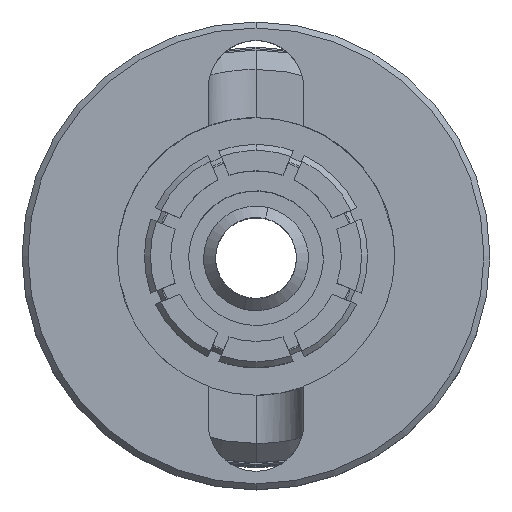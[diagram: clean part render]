
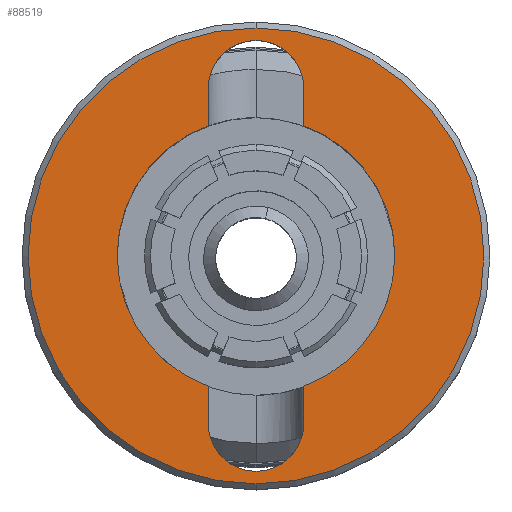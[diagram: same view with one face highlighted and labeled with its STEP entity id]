
A CAD part, top view. The second image highlights one B-rep face of the part: STEP entity #88519.
In plain terms, the highlighted planar face has unit normal (0, 0, 1).
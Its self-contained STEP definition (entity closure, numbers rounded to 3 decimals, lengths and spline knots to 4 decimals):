
#1181 = CARTESIAN_POINT ( 'NONE',  ( 0.8, -2.1777, 20.45 ) ) ;
#2426 = DIRECTION ( 'NONE',  ( 0., 0., -1. ) ) ;
#3286 = EDGE_CURVE ( 'NONE', #61019, #45891, #152253, .T. ) ;
#4130 = ORIENTED_EDGE ( 'NONE', *, *, #160850, .T. ) ;
#4851 = CARTESIAN_POINT ( 'NONE',  ( 0., 0., 20.45 ) ) ;
#6655 = EDGE_CURVE ( 'NONE', #143660, #51165, #86395, .T. ) ;
#9285 = CARTESIAN_POINT ( 'NONE',  ( 0.8, -2.8, 20.45 ) ) ;
#10424 = VERTEX_POINT ( 'NONE', #116420 ) ;
#10986 = CARTESIAN_POINT ( 'NONE',  ( -0.8, 2.1777, 20.45 ) ) ;
#14877 = AXIS2_PLACEMENT_3D ( 'NONE', #33972, #143010, #131343 ) ;
#16509 = AXIS2_PLACEMENT_3D ( 'NONE', #22143, #123358, #161608 ) ;
#18839 = CARTESIAN_POINT ( 'NONE',  ( 0., -3.81, 20.45 ) ) ;
#20316 = EDGE_CURVE ( 'NONE', #64515, #152121, #142957, .T. ) ;
#22143 = CARTESIAN_POINT ( 'NONE',  ( 0., 0., 20.45 ) ) ;
#27173 = CARTESIAN_POINT ( 'NONE',  ( 0.8, 2.8, 20.45 ) ) ;
#28032 = ORIENTED_EDGE ( 'NONE', *, *, #135821, .F. ) ;
#28189 = CARTESIAN_POINT ( 'NONE',  ( -0.8, 2.8, 20.45 ) ) ;
#29740 = ORIENTED_EDGE ( 'NONE', *, *, #143278, .F. ) ;
#33032 = ORIENTED_EDGE ( 'NONE', *, *, #20316, .F. ) ;
#33972 = CARTESIAN_POINT ( 'NONE',  ( 0., 0., 20.45 ) ) ;
#35739 = CARTESIAN_POINT ( 'NONE',  ( 0.8, 2.1777, 20.45 ) ) ;
#36132 = LINE ( 'NONE', #113268, #40817 ) ;
#36169 = EDGE_CURVE ( 'NONE', #10424, #152121, #88028, .T. ) ;
#36734 = ORIENTED_EDGE ( 'NONE', *, *, #36169, .T. ) ;
#37599 = AXIS2_PLACEMENT_3D ( 'NONE', #4851, #106831, #107635 ) ;
#39724 = CARTESIAN_POINT ( 'NONE',  ( 0., 0., 20.45 ) ) ;
#40817 = VECTOR ( 'NONE', #148274, 1000. ) ;
#41488 = CIRCLE ( 'NONE', #94565, 3.81 ) ;
#42543 = ORIENTED_EDGE ( 'NONE', *, *, #132018, .F. ) ;
#42657 = DIRECTION ( 'NONE',  ( 0., 0., 1. ) ) ;
#44095 = CARTESIAN_POINT ( 'NONE',  ( 0., 3.81, 20.45 ) ) ;
#45891 = VERTEX_POINT ( 'NONE', #27173 ) ;
#46724 = DIRECTION ( 'NONE',  ( 0., 1., 0. ) ) ;
#47902 = EDGE_LOOP ( 'NONE', ( #129151, #68783, #29740, #28032, #36734, #33032, #42543, #137403 ) ) ;
#49709 = DIRECTION ( 'NONE',  ( 1., 0., 0. ) ) ;
#50103 = CARTESIAN_POINT ( 'NONE',  ( 0.8, -2.8, 20.45 ) ) ;
#51165 = VERTEX_POINT ( 'NONE', #18839 ) ;
#53003 = CARTESIAN_POINT ( 'NONE',  ( 0., 2.8, 20.45 ) ) ;
#53456 = CIRCLE ( 'NONE', #37599, 2.32 ) ;
#61019 = VERTEX_POINT ( 'NONE', #35739 ) ;
#61339 = CIRCLE ( 'NONE', #143492, 0.8 ) ;
#64515 = VERTEX_POINT ( 'NONE', #28189 ) ;
#68783 = ORIENTED_EDGE ( 'NONE', *, *, #151139, .F. ) ;
#70130 = ORIENTED_EDGE ( 'NONE', *, *, #6655, .T. ) ;
#70563 = VERTEX_POINT ( 'NONE', #138078 ) ;
#73433 = VERTEX_POINT ( 'NONE', #1181 ) ;
#76782 = VERTEX_POINT ( 'NONE', #9285 ) ;
#77625 = CARTESIAN_POINT ( 'NONE',  ( 0., 0., 20.45 ) ) ;
#86395 = CIRCLE ( 'NONE', #14877, 3.81 ) ;
#86402 = VECTOR ( 'NONE', #128818, 1000. ) ;
#88028 = CIRCLE ( 'NONE', #16509, 2.32 ) ;
#88519 = ADVANCED_FACE ( 'NONE', ( #116863, #104388 ), #89496, .F. ) ;
#89496 = PLANE ( 'NONE',  #127234 ) ;
#94565 = AXIS2_PLACEMENT_3D ( 'NONE', #77625, #116582, #154015 ) ;
#100472 = VECTOR ( 'NONE', #46724, 1000. ) ;
#102259 = CARTESIAN_POINT ( 'NONE',  ( -0.8, -2.8, 20.45 ) ) ;
#104388 = FACE_BOUND ( 'NONE', #47902, .T. ) ;
#104593 = EDGE_LOOP ( 'NONE', ( #70130, #4130 ) ) ;
#106831 = DIRECTION ( 'NONE',  ( 0., 0., -1. ) ) ;
#107635 = DIRECTION ( 'NONE',  ( 0., 1., 0. ) ) ;
#108981 = DIRECTION ( 'NONE',  ( 1., 0., 0. ) ) ;
#109787 = CARTESIAN_POINT ( 'NONE',  ( 0.8, -2.8, 20.45 ) ) ;
#113268 = CARTESIAN_POINT ( 'NONE',  ( -0.8, -2.8, 20.45 ) ) ;
#113608 = DIRECTION ( 'NONE',  ( 0., 0., 1. ) ) ;
#116420 = CARTESIAN_POINT ( 'NONE',  ( -0.8, -2.1777, 20.45 ) ) ;
#116582 = DIRECTION ( 'NONE',  ( 0., 0., 1. ) ) ;
#116863 = FACE_OUTER_BOUND ( 'NONE', #104593, .T. ) ;
#118498 = DIRECTION ( 'NONE',  ( 0., 1., 0. ) ) ;
#123358 = DIRECTION ( 'NONE',  ( 0., 0., -1. ) ) ;
#125631 = AXIS2_PLACEMENT_3D ( 'NONE', #144805, #42657, #108981 ) ;
#126914 = EDGE_CURVE ( 'NONE', #61019, #73433, #53456, .T. ) ;
#127234 = AXIS2_PLACEMENT_3D ( 'NONE', #39724, #2426, #118498 ) ;
#128818 = DIRECTION ( 'NONE',  ( 0., -1., 0. ) ) ;
#129151 = ORIENTED_EDGE ( 'NONE', *, *, #126914, .T. ) ;
#131343 = DIRECTION ( 'NONE',  ( 0., 1., 0. ) ) ;
#132018 = EDGE_CURVE ( 'NONE', #45891, #64515, #61339, .T. ) ;
#133628 = CIRCLE ( 'NONE', #125631, 0.8 ) ;
#135821 = EDGE_CURVE ( 'NONE', #10424, #70563, #36132, .T. ) ;
#137403 = ORIENTED_EDGE ( 'NONE', *, *, #3286, .F. ) ;
#138078 = CARTESIAN_POINT ( 'NONE',  ( -0.8, -2.8, 20.45 ) ) ;
#138555 = VECTOR ( 'NONE', #139785, 1000. ) ;
#139785 = DIRECTION ( 'NONE',  ( 0., 1., 0. ) ) ;
#142957 = LINE ( 'NONE', #102259, #86402 ) ;
#143010 = DIRECTION ( 'NONE',  ( 0., 0., 1. ) ) ;
#143278 = EDGE_CURVE ( 'NONE', #70563, #76782, #133628, .T. ) ;
#143492 = AXIS2_PLACEMENT_3D ( 'NONE', #53003, #113608, #49709 ) ;
#143660 = VERTEX_POINT ( 'NONE', #44095 ) ;
#144805 = CARTESIAN_POINT ( 'NONE',  ( 0., -2.8, 20.45 ) ) ;
#148274 = DIRECTION ( 'NONE',  ( 0., -1., 0. ) ) ;
#151139 = EDGE_CURVE ( 'NONE', #76782, #73433, #160506, .T. ) ;
#152121 = VERTEX_POINT ( 'NONE', #10986 ) ;
#152253 = LINE ( 'NONE', #50103, #138555 ) ;
#154015 = DIRECTION ( 'NONE',  ( 0., 1., 0. ) ) ;
#160506 = LINE ( 'NONE', #109787, #100472 ) ;
#160850 = EDGE_CURVE ( 'NONE', #51165, #143660, #41488, .T. ) ;
#161608 = DIRECTION ( 'NONE',  ( 0., 1., 0. ) ) ;
